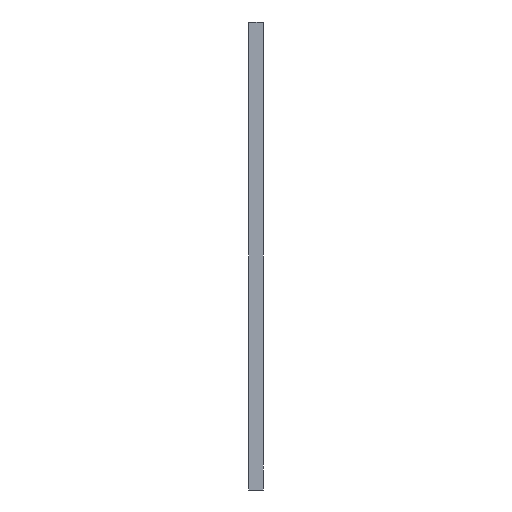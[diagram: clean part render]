
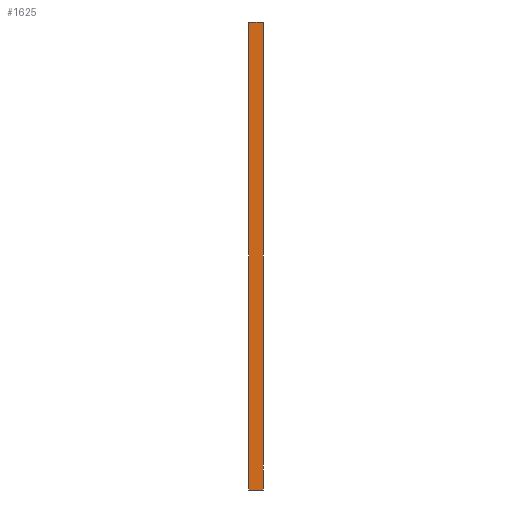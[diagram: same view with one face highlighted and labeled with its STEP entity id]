
A CAD part, left-side view. The second image highlights one B-rep face of the part: STEP entity #1625.
In plain terms, the highlighted planar face has unit normal (-1, 0, 0).
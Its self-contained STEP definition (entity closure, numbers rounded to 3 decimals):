
#13=DIRECTION('',(0.,0.,1.));
#14=VECTOR('',#13,330.);
#15=CARTESIAN_POINT('',(-351.,0.,-165.));
#16=LINE('',#15,#14);
#337=DIRECTION('',(0.,1.,0.));
#338=VECTOR('',#337,10.);
#339=CARTESIAN_POINT('',(-351.,0.,165.));
#340=LINE('',#339,#338);
#341=DIRECTION('',(0.,1.,0.));
#342=VECTOR('',#341,10.);
#343=CARTESIAN_POINT('',(-351.,0.,-165.));
#344=LINE('',#343,#342);
#357=DIRECTION('',(0.,0.,1.));
#358=VECTOR('',#357,330.);
#359=CARTESIAN_POINT('',(-351.,10.,-165.));
#360=LINE('',#359,#358);
#1077=CARTESIAN_POINT('',(-351.,0.,165.));
#1079=VERTEX_POINT('',#1077);
#1083=CARTESIAN_POINT('',(-351.,0.,-165.));
#1084=VERTEX_POINT('',#1083);
#1085=CARTESIAN_POINT('',(-351.,10.,165.));
#1087=VERTEX_POINT('',#1085);
#1091=CARTESIAN_POINT('',(-351.,10.,-165.));
#1092=VERTEX_POINT('',#1091);
#1612=CARTESIAN_POINT('',(-351.,0.,-165.));
#1613=DIRECTION('',(-1.,0.,0.));
#1614=DIRECTION('',(0.,0.,1.));
#1615=AXIS2_PLACEMENT_3D('',#1612,#1613,#1614);
#1616=PLANE('',#1615);
#1617=ORIENTED_EDGE('',*,*,#1400,.F.);
#1619=ORIENTED_EDGE('',*,*,#1618,.T.);
#1621=ORIENTED_EDGE('',*,*,#1620,.T.);
#1622=ORIENTED_EDGE('',*,*,#1603,.F.);
#1623=EDGE_LOOP('',(#1617,#1619,#1621,#1622));
#1624=FACE_OUTER_BOUND('',#1623,.F.);
#1625=ADVANCED_FACE('',(#1624),#1616,.T.);
#1400=EDGE_CURVE('',#1084,#1079,#16,.T.);
#1603=EDGE_CURVE('',#1079,#1087,#340,.T.);
#1618=EDGE_CURVE('',#1084,#1092,#344,.T.);
#1620=EDGE_CURVE('',#1092,#1087,#360,.T.);
